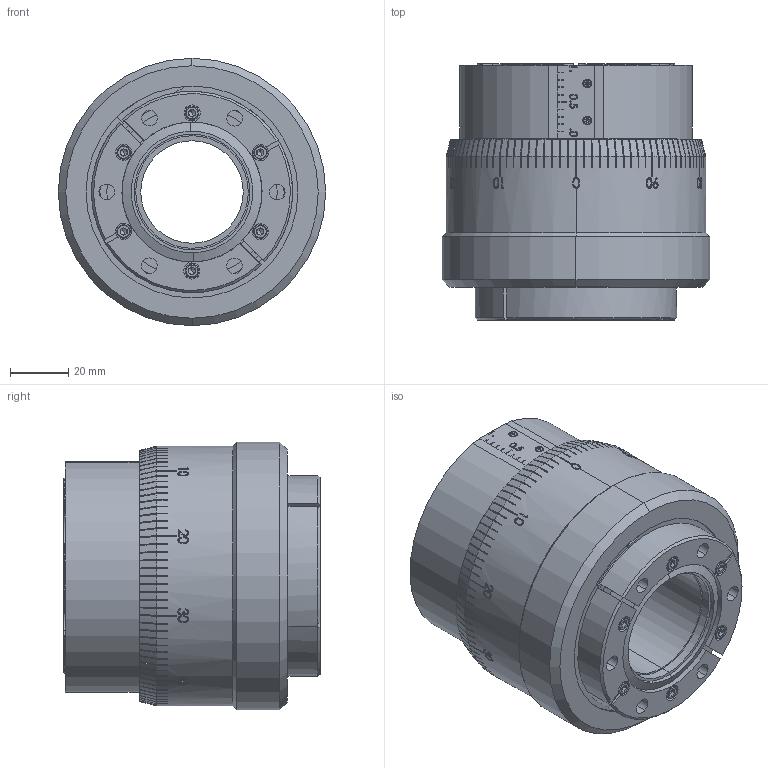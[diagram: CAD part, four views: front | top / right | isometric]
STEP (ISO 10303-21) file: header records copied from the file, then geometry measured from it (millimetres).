
FILE_DESCRIPTION (( 'STEP AP214' ), '1' );
FILE_NAME ('JS-275-1, ASSEMBLY.STEP', '2016-05-24T17:36:46', ( 'My Thermionics' ), ( '' ), 'SwSTEP 2.0', 'SolidWorks 2010', '' );
FILE_SCHEMA (( 'AUTOMOTIVE_DESIGN' ));
Length unit declared in the file: inch
Products named in the file (1): JS-275-1, ASSEMBLY
Bounding box: 92.08 x 88.27 x 92.08 mm (x, y, z)
Surface area: 67236.4 mm2 (no closed solid volume)
Topology: 0 solids, 41 shells, 909 faces, 3444 edges, 2408 vertices
Faces by surface type: plane 537, cone 160, cylinder 137, bspline 75
Entity records: 56085 total; most frequent: CARTESIAN_POINT 16806, ORIENTED_EDGE 5479, DIRECTION 5205, EDGE_CURVE 3426, VERTEX_POINT 2408, VECTOR 2073, LINE 2073, AXIS2_PLACEMENT_3D 1566
